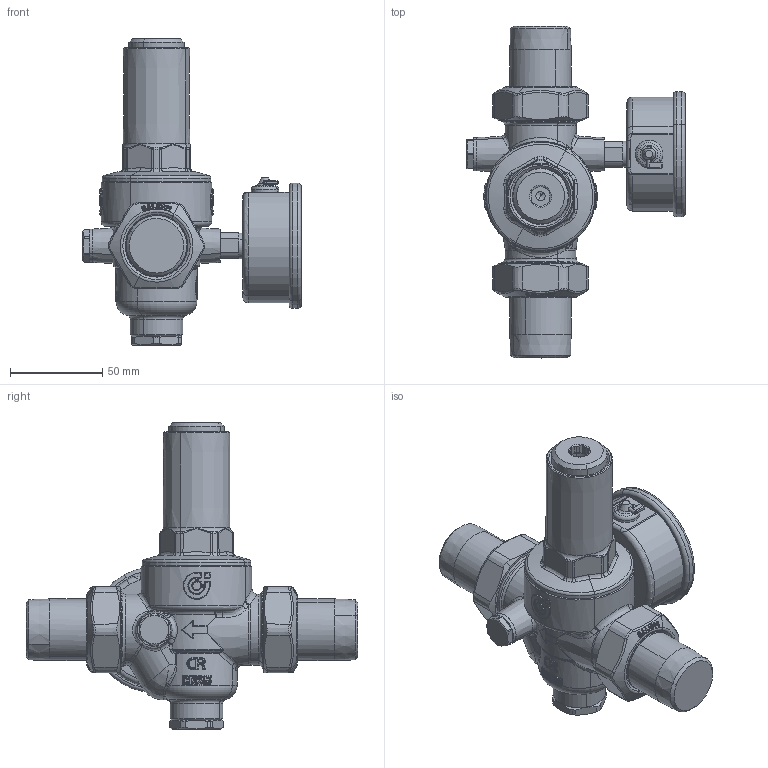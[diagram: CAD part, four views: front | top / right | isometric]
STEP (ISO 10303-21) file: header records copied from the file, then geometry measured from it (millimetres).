
FILE_DESCRIPTION(('CATIA V5 STEP Exchange'),'2;1');
FILE_NAME('STEP_536066_-_TST.stp','2017-03-08T07:02:25+00:00',('none'),('none'),'CATIA Version 5-6 Release 2014 SP5','CATIA V5 STEP AP203','none');
FILE_SCHEMA(('CONFIG_CONTROL_DESIGN'));
Length unit declared in the file: millimetre
Products named in the file (1): 536066 - TST
Bounding box: 118.48 x 180 x 166.3 mm (x, y, z)
Volume: 477157.5 mm3; surface area: 78150.2 mm2
Topology: 2 solids, 7 shells, 2119 faces, 4916 edges, 2663 vertices
Faces by surface type: bspline 1179, cylinder 309, plane 188, sphere 183, cone 130, torus 130
Entity records: 122532 total; most frequent: CARTESIAN_POINT 87302, ORIENTED_EDGE 9436, EDGE_CURVE 4718, B_SPLINE_CURVE_WITH_KNOTS 3164, DIRECTION 2992, VERTEX_POINT 2663, EDGE_LOOP 2177, ADVANCED_FACE 2119
